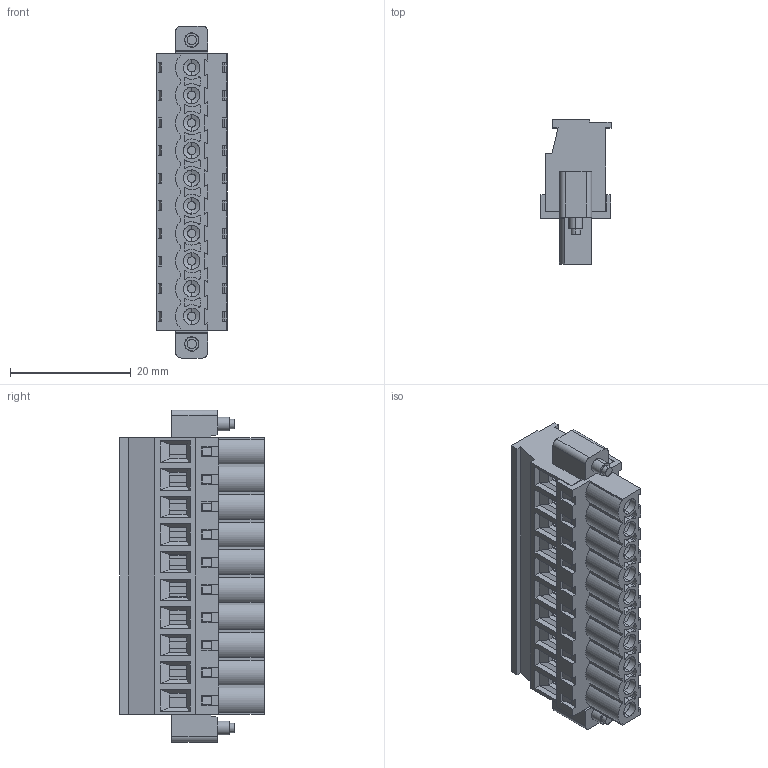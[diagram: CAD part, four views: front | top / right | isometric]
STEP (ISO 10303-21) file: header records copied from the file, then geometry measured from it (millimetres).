
FILE_DESCRIPTION( ('This file contains a STEP AP42 implementation' ,'as created by ZW3D STEP Interface translator.') ,'2;1' );
FILE_NAME( 'PF500-A10ASMW1.stp' ,'231127.1521 7', (''), ('ZWCAD Software Co.'), 'Version 1.0', 'ZW3D to STEP translator', '' );
FILE_SCHEMA(('AUTOMOTIVE_DESIGN { 1 0 10303 214 1 1 1 1 }'));
Length unit declared in the file: millimetre
Products named in the file (2): 0; PF500-A10ASMW1
Bounding box: 11.63 x 23.94 x 55.01 mm (x, y, z)
Volume: 5674.5 mm3; surface area: 13193.5 mm2
Topology: 22 solids, 22 shells, 1704 faces, 4492 edges, 2872 vertices
Faces by surface type: plane 1154, bspline 404, cone 126, cylinder 20
Full cylindrical faces by diameter (mm): 0.514 x1, 1.099 x1
Entity records: 86079 total; most frequent: CARTESIAN_POINT 52218, ORIENTED_EDGE 8984, EDGE_CURVE 4492, B_SPLINE_CURVE_WITH_KNOTS 4229, DIRECTION 2885, VERTEX_POINT 2872, EDGE_LOOP 1884, FACE_OUTER_BOUND 1704
